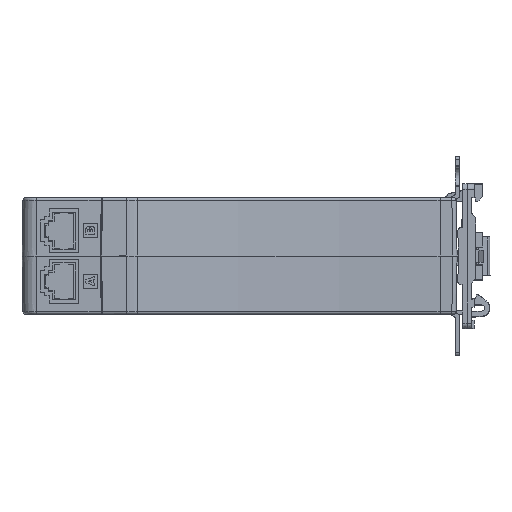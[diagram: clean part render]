
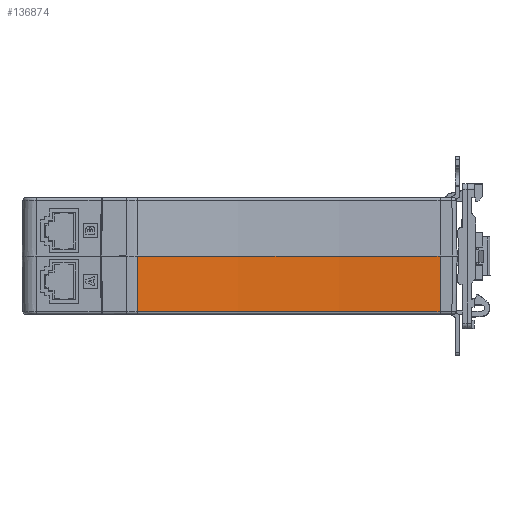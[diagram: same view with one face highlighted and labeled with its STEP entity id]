
A CAD part, left-side view. The second image highlights one B-rep face of the part: STEP entity #136874.
In plain terms, the highlighted conical face has half-angle 1 degrees and reference radius 561.611 mm.
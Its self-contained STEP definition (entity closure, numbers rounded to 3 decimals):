
#122820=CARTESIAN_POINT('',(-647.44,6.,0.983));
#122821=DIRECTION('',(0.,0.,-1.));
#122822=DIRECTION('',(0.982,0.189,0.));
#122823=AXIS2_PLACEMENT_3D('',#122820,#122821,#122822);
#124610=CARTESIAN_POINT('',(-647.44,6.,20.5));
#124611=DIRECTION('',(0.,0.,-1.));
#124612=DIRECTION('',(0.982,0.189,0.));
#124613=AXIS2_PLACEMENT_3D('',#124610,#124611,#124612);
#125491=DIRECTION('',(-0.017,0.,1.));
#125492=VECTOR('',#125491,19.52);
#125493=CARTESIAN_POINT('',(-85.659,6.,0.983));
#125494=LINE('',#125493,#125492);
#125498=DIRECTION('',(0.017,0.003,-1.));
#125499=VECTOR('',#125498,19.52);
#125500=CARTESIAN_POINT('',(-96.139,112.216,20.5));
#125501=LINE('',#125500,#125499);
#133922=CARTESIAN_POINT('',(-86.,6.,20.5));
#133923=VERTEX_POINT('',#133922);
#133924=CARTESIAN_POINT('',(-96.139,112.216,20.5));
#133925=VERTEX_POINT('',#133924);
#134123=CARTESIAN_POINT('',(-95.804,112.281,
0.983));
#134124=VERTEX_POINT('',#134123);
#134129=CARTESIAN_POINT('',(-85.659,6.,0.983));
#134130=VERTEX_POINT('',#134129);
#136862=CARTESIAN_POINT('',(-647.44,6.,10.741));
#136863=DIRECTION('',(0.,0.,-1.));
#136864=DIRECTION('',(-1.,0.,0.));
#136865=AXIS2_PLACEMENT_3D('',#136862,#136863,#136864);
#136866=CONICAL_SURFACE('',#136865,561.611,1.);
#136867=ORIENTED_EDGE('',*,*,#134929,.T.);
#136869=ORIENTED_EDGE('',*,*,#136868,.T.);
#136870=ORIENTED_EDGE('',*,*,#136344,.F.);
#136871=ORIENTED_EDGE('',*,*,#136855,.T.);
#136872=EDGE_LOOP('',(#136867,#136869,#136870,#136871));
#136873=FACE_OUTER_BOUND('',#136872,.F.);
#122824=CIRCLE('',#122823,561.781);
#124614=CIRCLE('',#124613,561.44);
#134929=EDGE_CURVE('',#134124,#134130,#122824,.T.);
#136344=EDGE_CURVE('',#133925,#133923,#124614,.T.);
#136855=EDGE_CURVE('',#133925,#134124,#125501,.T.);
#136868=EDGE_CURVE('',#134130,#133923,#125494,.T.);
#136874=ADVANCED_FACE('',(#136873),#136866,.T.);
